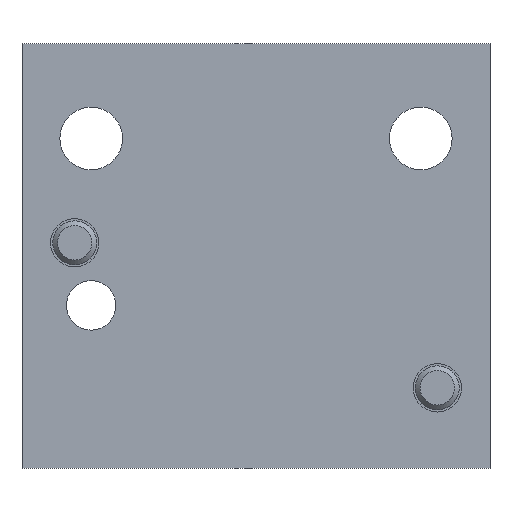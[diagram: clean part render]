
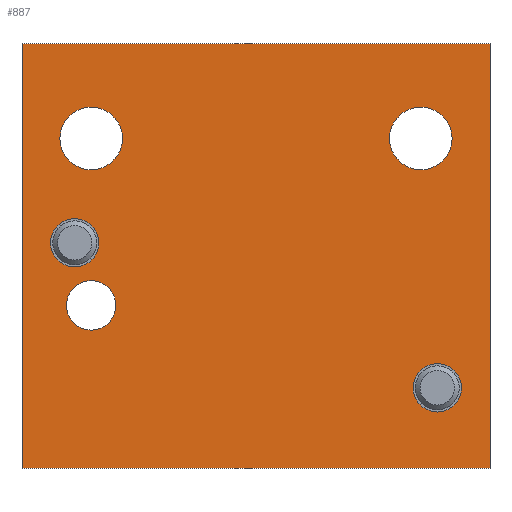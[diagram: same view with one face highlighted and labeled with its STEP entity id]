
A CAD part, front view. The second image highlights one B-rep face of the part: STEP entity #887.
In plain terms, the highlighted planar face has unit normal (0, -1, 0).
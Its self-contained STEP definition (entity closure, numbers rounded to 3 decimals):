
#77=LINE('',#1362,#143);
#96=LINE('',#1440,#162);
#101=LINE('',#1449,#167);
#103=LINE('',#1462,#169);
#143=VECTOR('',#1081,1000.);
#162=VECTOR('',#1140,1000.);
#167=VECTOR('',#1147,1000.);
#169=VECTOR('',#1161,1000.);
#274=ORIENTED_EDGE('',*,*,#503,.F.);
#275=ORIENTED_EDGE('',*,*,#504,.F.);
#276=ORIENTED_EDGE('',*,*,#505,.F.);
#277=ORIENTED_EDGE('',*,*,#506,.F.);
#278=ORIENTED_EDGE('',*,*,#507,.F.);
#279=ORIENTED_EDGE('',*,*,#461,.T.);
#280=ORIENTED_EDGE('',*,*,#508,.F.);
#281=ORIENTED_EDGE('',*,*,#496,.F.);
#282=ORIENTED_EDGE('',*,*,#501,.T.);
#461=EDGE_CURVE('',#585,#584,#77,.T.);
#496=EDGE_CURVE('',#607,#608,#96,.T.);
#501=EDGE_CURVE('',#607,#585,#101,.T.);
#503=EDGE_CURVE('',#611,#611,#661,.T.);
#504=EDGE_CURVE('',#612,#612,#662,.T.);
#505=EDGE_CURVE('',#613,#613,#663,.T.);
#506=EDGE_CURVE('',#614,#614,#664,.T.);
#507=EDGE_CURVE('',#615,#615,#665,.T.);
#508=EDGE_CURVE('',#608,#584,#103,.T.);
#584=VERTEX_POINT('',#1361);
#585=VERTEX_POINT('',#1363);
#607=VERTEX_POINT('',#1439);
#608=VERTEX_POINT('',#1441);
#611=VERTEX_POINT('',#1453);
#612=VERTEX_POINT('',#1455);
#613=VERTEX_POINT('',#1457);
#614=VERTEX_POINT('',#1459);
#615=VERTEX_POINT('',#1461);
#661=CIRCLE('',#973,2.2);
#662=CIRCLE('',#974,2.25);
#663=CIRCLE('',#975,2.85);
#664=CIRCLE('',#976,2.85);
#665=CIRCLE('',#977,2.2);
#701=EDGE_LOOP('',(#274));
#702=EDGE_LOOP('',(#275));
#703=EDGE_LOOP('',(#276));
#704=EDGE_LOOP('',(#277));
#705=EDGE_LOOP('',(#278));
#706=EDGE_LOOP('',(#279,#280,#281,#282));
#778=FACE_BOUND('',#701,.T.);
#779=FACE_BOUND('',#702,.T.);
#780=FACE_BOUND('',#703,.T.);
#781=FACE_BOUND('',#704,.T.);
#782=FACE_BOUND('',#705,.T.);
#783=FACE_BOUND('',#706,.T.);
#849=PLANE('',#972);
#887=ADVANCED_FACE('',(#778,#779,#780,#781,#782,#783),#849,.F.);
#972=AXIS2_PLACEMENT_3D('',#1451,#1149,#1150);
#973=AXIS2_PLACEMENT_3D('',#1452,#1151,#1152);
#974=AXIS2_PLACEMENT_3D('',#1454,#1153,#1154);
#975=AXIS2_PLACEMENT_3D('',#1456,#1155,#1156);
#976=AXIS2_PLACEMENT_3D('',#1458,#1157,#1158);
#977=AXIS2_PLACEMENT_3D('',#1460,#1159,#1160);
#1081=DIRECTION('',(0.,0.,-1.));
#1140=DIRECTION('',(0.,0.,-1.));
#1147=DIRECTION('',(-1.,0.,0.));
#1149=DIRECTION('',(0.,1.,0.));
#1150=DIRECTION('',(0.,0.,1.));
#1151=DIRECTION('',(0.,-1.,0.));
#1152=DIRECTION('',(0.,0.,-1.));
#1153=DIRECTION('',(0.,-1.,0.));
#1154=DIRECTION('',(0.,0.,-1.));
#1155=DIRECTION('',(0.,-1.,0.));
#1156=DIRECTION('',(0.,0.,-1.));
#1157=DIRECTION('',(0.,-1.,0.));
#1158=DIRECTION('',(0.,0.,-1.));
#1159=DIRECTION('',(0.,-1.,0.));
#1160=DIRECTION('',(0.,0.,-1.));
#1161=DIRECTION('',(-1.,0.,0.));
#1361=CARTESIAN_POINT('',(-21.3,0.,-20.5));
#1362=CARTESIAN_POINT('',(-21.3,0.,18.1));
#1363=CARTESIAN_POINT('',(-21.3,0.,18.1));
#1439=CARTESIAN_POINT('',(21.3,0.,18.1));
#1440=CARTESIAN_POINT('',(21.3,0.,18.1));
#1441=CARTESIAN_POINT('',(21.3,0.,-20.5));
#1449=CARTESIAN_POINT('',(21.3,0.,18.1));
#1451=CARTESIAN_POINT('',(21.3,0.,18.1));
#1452=CARTESIAN_POINT('',(-16.5,0.,0.));
#1453=CARTESIAN_POINT('',(-16.5,0.,-2.2));
#1454=CARTESIAN_POINT('',(-15.,0.,-5.7));
#1455=CARTESIAN_POINT('',(-15.,0.,-7.95));
#1456=CARTESIAN_POINT('',(-15.,0.,9.5));
#1457=CARTESIAN_POINT('',(-15.,0.,6.65));
#1458=CARTESIAN_POINT('',(15.,0.,9.5));
#1459=CARTESIAN_POINT('',(15.,0.,6.65));
#1460=CARTESIAN_POINT('',(16.5,0.,-13.2));
#1461=CARTESIAN_POINT('',(16.5,0.,-15.4));
#1462=CARTESIAN_POINT('',(21.3,0.,-20.5));
